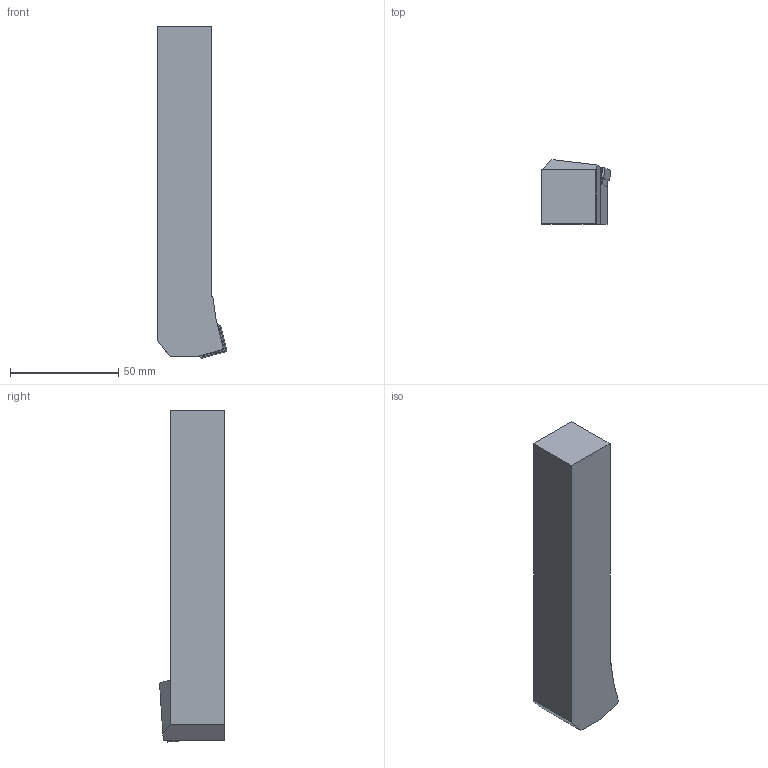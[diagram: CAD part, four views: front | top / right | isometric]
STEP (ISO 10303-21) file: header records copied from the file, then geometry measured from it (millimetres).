
FILE_DESCRIPTION(/* description */ (''),/* implementation_level */ '2;1');
FILE_NAME(/* name */ 'PSKNL2525M12_SIM.stp',/* time_stamp */ '2023-02-27T12:38:51+01:00',/* author */ (''),/* organization */ (''),/* preprocessor_version */ 'ST-DEVELOPER v16.7',/* originating_system */ 'SIEMENS PLM Software NX 12.0',/* authorisation */ '');
FILE_SCHEMA (('AUTOMOTIVE_DESIGN { 1 0 10303 214 3 1 1 1 }'));
Length unit declared in the file: millimetre
Products named in the file (1): kl6217C8835Fqjzw
Bounding box: 32.19 x 29.99 x 153.59 mm (x, y, z)
Volume: 98728.5 mm3; surface area: 17448.2 mm2
Topology: 2 solids, 2 shells, 35 faces, 88 edges, 57 vertices
Faces by surface type: plane 27, cylinder 8
Full cylindrical faces by diameter (mm): 5 x1
Entity records: 1066 total; most frequent: CARTESIAN_POINT 178, DIRECTION 174, ORIENTED_EDGE 172, EDGE_CURVE 86, LINE 70, VECTOR 70, VERTEX_POINT 56, AXIS2_PLACEMENT_3D 52
